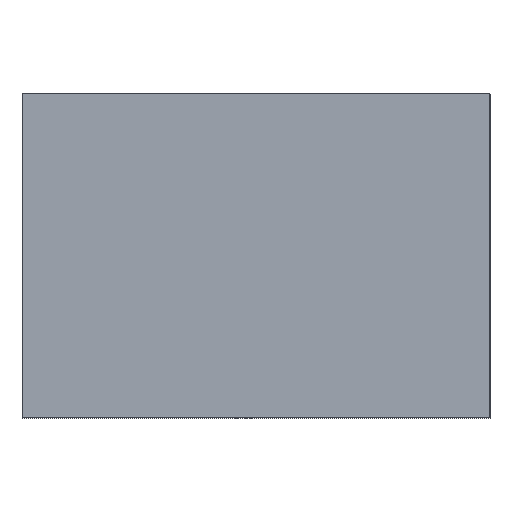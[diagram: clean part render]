
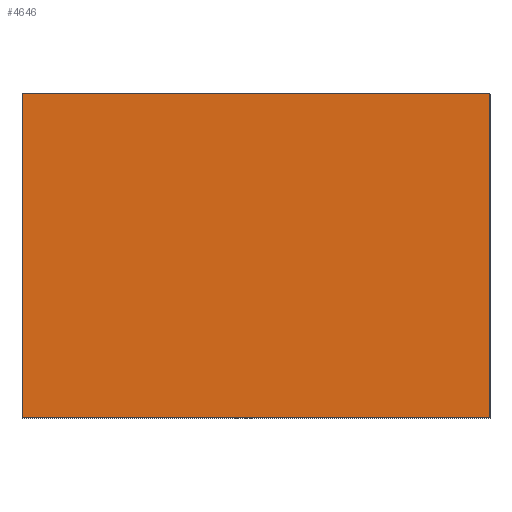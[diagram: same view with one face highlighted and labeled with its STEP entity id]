
A CAD part, top view. The second image highlights one B-rep face of the part: STEP entity #4646.
In plain terms, the highlighted planar face has unit normal (0, 0, 1).
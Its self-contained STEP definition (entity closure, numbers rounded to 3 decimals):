
#18=FACE_OUTER_BOUND('',#428,.T.);
#428=EDGE_LOOP('',(#2968,#2969,#2970,#2971));
#841=LINE('',#6940,#1475);
#842=LINE('',#6942,#1476);
#843=LINE('',#6944,#1477);
#844=LINE('',#6945,#1478);
#1475=VECTOR('',#5484,10.);
#1476=VECTOR('',#5485,10.);
#1477=VECTOR('',#5486,10.);
#1478=VECTOR('',#5487,10.);
#2109=VERTEX_POINT('',#6938);
#2110=VERTEX_POINT('',#6939);
#2111=VERTEX_POINT('',#6941);
#2112=VERTEX_POINT('',#6943);
#2334=EDGE_CURVE('',#2109,#2110,#841,.T.);
#2335=EDGE_CURVE('',#2111,#2109,#842,.T.);
#2336=EDGE_CURVE('',#2112,#2111,#843,.T.);
#2337=EDGE_CURVE('',#2110,#2112,#844,.T.);
#2968=ORIENTED_EDGE('',*,*,#2334,.F.);
#2969=ORIENTED_EDGE('',*,*,#2335,.F.);
#2970=ORIENTED_EDGE('',*,*,#2336,.F.);
#2971=ORIENTED_EDGE('',*,*,#2337,.F.);
#4236=PLANE('',#5070);
#4646=ADVANCED_FACE('',(#18),#4236,.F.);
#5070=AXIS2_PLACEMENT_3D('',#6937,#5482,#5483);
#5482=DIRECTION('center_axis',(0.,0.,
-1.));
#5483=DIRECTION('ref_axis',(-1.,0.,0.));
#5484=DIRECTION('',(0.,-1.,0.));
#5485=DIRECTION('',(1.,0.,0.));
#5486=DIRECTION('',(0.,1.,0.));
#5487=DIRECTION('',(-1.,0.,0.));
#6937=CARTESIAN_POINT('Origin',(-986.444,964.497,260.));
#6938=CARTESIAN_POINT('',(639.921,2140.498,260.));
#6939=CARTESIAN_POINT('',(639.921,-111.503,260.));
#6940=CARTESIAN_POINT('',(639.921,226.497,260.));
#6941=CARTESIAN_POINT('',(-2612.81,2140.498,260.));
#6942=CARTESIAN_POINT('',(-23.262,2140.498,260.));
#6943=CARTESIAN_POINT('',(-2612.81,-111.503,260.));
#6944=CARTESIAN_POINT('',(-2612.81,1702.498,260.));
#6945=CARTESIAN_POINT('',(-1949.627,-111.503,260.));
